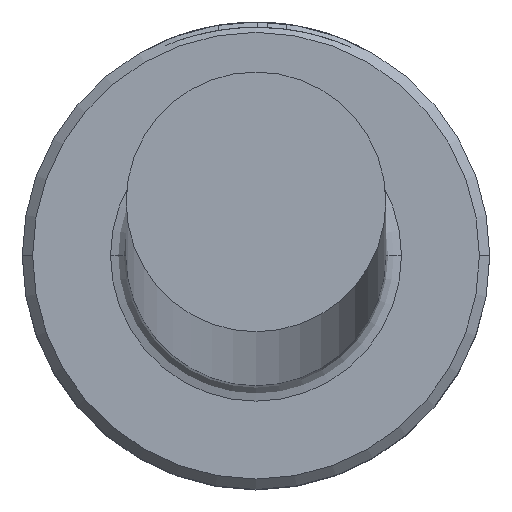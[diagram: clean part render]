
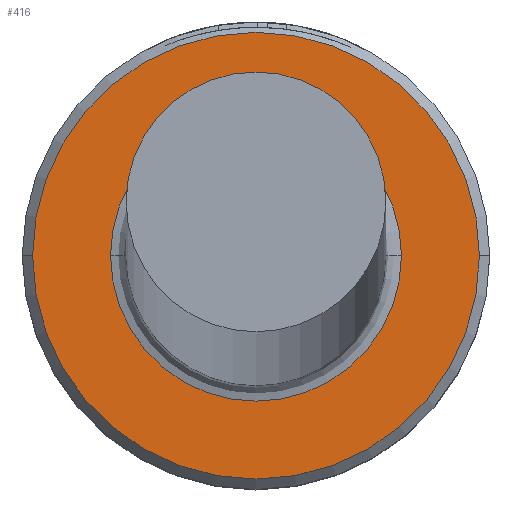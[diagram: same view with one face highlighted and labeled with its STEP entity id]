
A CAD part, top view. The second image highlights one B-rep face of the part: STEP entity #416.
In plain terms, the highlighted planar face has unit normal (0, 0, 1).
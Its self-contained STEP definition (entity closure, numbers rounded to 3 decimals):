
#38 = CIRCLE ( 'NONE', #679, 4.3 ) ;
#90 = CIRCLE ( 'NONE', #480, 2.8 ) ;
#97 = AXIS2_PLACEMENT_3D ( 'NONE', #456, #476, #380 ) ;
#139 = CIRCLE ( 'NONE', #363, 2.8 ) ;
#205 = EDGE_CURVE ( 'NONE', #956, #1145, #139, .T. ) ;
#225 = CARTESIAN_POINT ( 'NONE',  ( 2.8, 0., 6. ) ) ;
#254 = EDGE_CURVE ( 'NONE', #1145, #956, #90, .T. ) ;
#269 = CARTESIAN_POINT ( 'NONE',  ( 0., 0., 6. ) ) ;
#350 = ORIENTED_EDGE ( 'NONE', *, *, #1098, .T. ) ;
#354 = CARTESIAN_POINT ( 'NONE',  ( -2.8, 0., 6. ) ) ;
#363 = AXIS2_PLACEMENT_3D ( 'NONE', #269, #1069, #1063 ) ;
#375 = EDGE_LOOP ( 'NONE', ( #350, #571 ) ) ;
#380 = DIRECTION ( 'NONE',  ( 1., 0., 0. ) ) ;
#416 = ADVANCED_FACE ( 'NONE', ( #847, #802 ), #746, .T. ) ;
#422 = DIRECTION ( 'NONE',  ( 0., 0., 1. ) ) ;
#434 = CARTESIAN_POINT ( 'NONE',  ( 4.3, 0., 6. ) ) ;
#446 = ORIENTED_EDGE ( 'NONE', *, *, #205, .T. ) ;
#456 = CARTESIAN_POINT ( 'NONE',  ( 0., 0., 6. ) ) ;
#458 = CARTESIAN_POINT ( 'NONE',  ( 0., 0., 6. ) ) ;
#476 = DIRECTION ( 'NONE',  ( 0., 0., 1. ) ) ;
#480 = AXIS2_PLACEMENT_3D ( 'NONE', #1101, #1096, #930 ) ;
#556 = DIRECTION ( 'NONE',  ( 1., 0., 0. ) ) ;
#571 = ORIENTED_EDGE ( 'NONE', *, *, #862, .T. ) ;
#679 = AXIS2_PLACEMENT_3D ( 'NONE', #949, #422, #1041 ) ;
#700 = AXIS2_PLACEMENT_3D ( 'NONE', #458, #1074, #556 ) ;
#704 = VERTEX_POINT ( 'NONE', #434 ) ;
#720 = CIRCLE ( 'NONE', #700, 4.3 ) ;
#746 = PLANE ( 'NONE',  #97 ) ;
#802 = FACE_BOUND ( 'NONE', #955, .T. ) ;
#847 = FACE_OUTER_BOUND ( 'NONE', #375, .T. ) ;
#862 = EDGE_CURVE ( 'NONE', #704, #997, #720, .T. ) ;
#930 = DIRECTION ( 'NONE',  ( -1., 0., 0. ) ) ;
#931 = CARTESIAN_POINT ( 'NONE',  ( -4.3, 0., 6. ) ) ;
#936 = ORIENTED_EDGE ( 'NONE', *, *, #254, .T. ) ;
#949 = CARTESIAN_POINT ( 'NONE',  ( 0., 0., 6. ) ) ;
#955 = EDGE_LOOP ( 'NONE', ( #936, #446 ) ) ;
#956 = VERTEX_POINT ( 'NONE', #225 ) ;
#997 = VERTEX_POINT ( 'NONE', #931 ) ;
#1041 = DIRECTION ( 'NONE',  ( 1., 0., 0. ) ) ;
#1063 = DIRECTION ( 'NONE',  ( -1., 0., 0. ) ) ;
#1069 = DIRECTION ( 'NONE',  ( 0., 0., -1. ) ) ;
#1074 = DIRECTION ( 'NONE',  ( 0., 0., 1. ) ) ;
#1096 = DIRECTION ( 'NONE',  ( 0., 0., -1. ) ) ;
#1098 = EDGE_CURVE ( 'NONE', #997, #704, #38, .T. ) ;
#1101 = CARTESIAN_POINT ( 'NONE',  ( 0., 0., 6. ) ) ;
#1145 = VERTEX_POINT ( 'NONE', #354 ) ;
